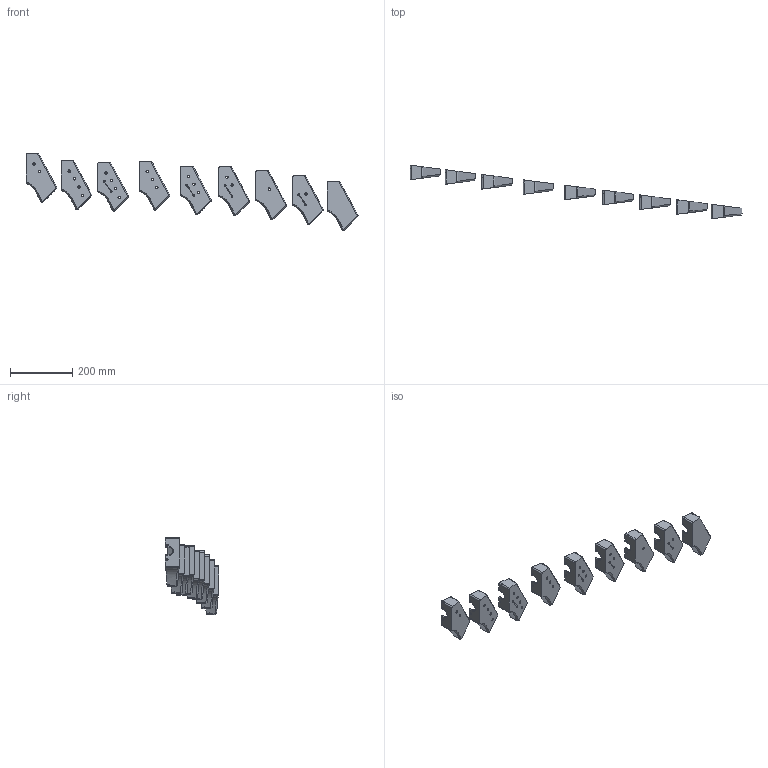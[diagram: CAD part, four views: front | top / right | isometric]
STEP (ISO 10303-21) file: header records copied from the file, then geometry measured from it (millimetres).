
FILE_DESCRIPTION(/* description */ ('STEP AP242','CAx-IF Rec.Pracs.---Representation and Presentation of Product Manufacturing Information (PMI)---4.0---2014-10-13','CAx-IF Rec.Pracs.---3D Tessellated Geometry---0.4---2014-09-14','2;1'),/* implementation_level */ '2;1');
FILE_NAME(/* name */ '688db0c6602d2243ef0bda5a',/* time_stamp */ '2025-08-02T06:31:37Z',/* author */ (''),/* organization */ (''),/* preprocessor_version */ 'ST-DEVELOPER v20',/* originating_system */ 'ONSHAPE BY PTC INC, 1.201',/* authorisation */ ' ');
FILE_SCHEMA (('AP242_MANAGED_MODEL_BASED_3D_ENGINEERING_MIM_LF { 1 0 10303 442 1 1 4 }'));
Length unit declared in the file: millimetre
Products named in the file (10): Assembly 1; Bottom Right - Front
Assembly tree (9 placements, depth 2):
  Assembly 1
    Bottom Right - Front
    Bottom Right - Front
    Bottom Right - Front
    Bottom Right - Front
    Bottom Right - Front
    Bottom Right - Front
    Bottom Right - Front
    Bottom Right - Front
    Bottom Right - Front
Bounding box: 1068.72 x 172.85 x 247.97 mm (x, y, z)
Volume: 930328.2 mm3; surface area: 392501.8 mm2
Topology: 9 solids, 9 shells, 966 faces, 2406 edges, 1467 vertices
Faces by surface type: cylinder 646, plane 204, bspline 54, sphere 36, torus 18, cone 8
Full cylindrical faces by diameter (mm): 5 x18, 8 x20, 10 x8
Entity records: 32526 total; most frequent: CARTESIAN_POINT 9740, DIRECTION 4769, ORIENTED_EDGE 4632, EDGE_CURVE 2316, AXIS2_PLACEMENT_3D 1961, VERTEX_POINT 1459, EDGE_LOOP 1157, FACE_BOUND 1157
